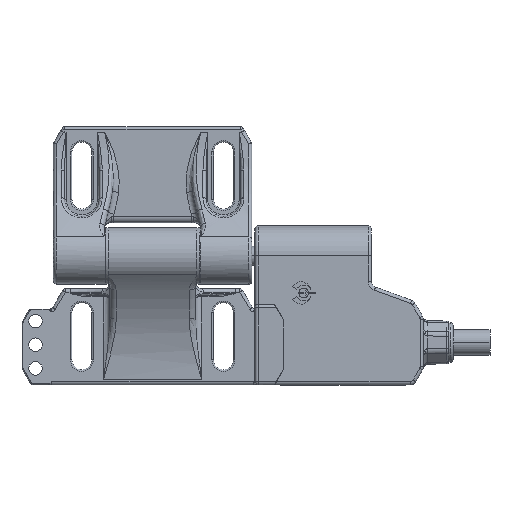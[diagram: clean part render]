
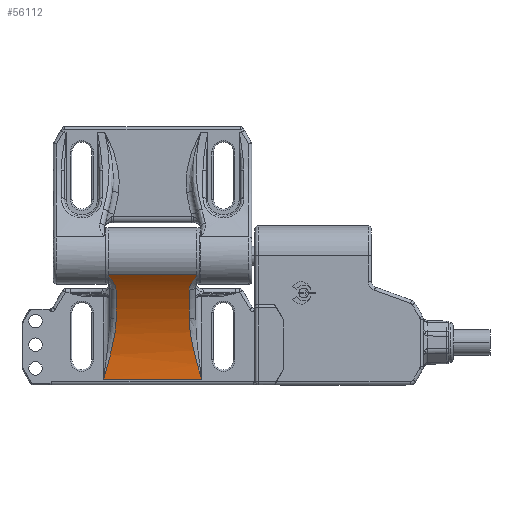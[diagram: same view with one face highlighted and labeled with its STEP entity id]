
A CAD part, front view. The second image highlights one B-rep face of the part: STEP entity #56112.
In plain terms, the highlighted cylindrical face has radius 50 mm (diameter 100 mm), a partial arc.
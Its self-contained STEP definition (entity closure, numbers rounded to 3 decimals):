
#2036=CARTESIAN_POINT('',(11.6,2.154,-20.051));
#2037=CARTESIAN_POINT('',(11.6,2.29,-20.378));
#2038=CARTESIAN_POINT('',(11.614,2.569,-21.068));
#2039=CARTESIAN_POINT('',(11.689,3.002,-22.214));
#2040=CARTESIAN_POINT('',(11.821,3.442,-23.472));
#2041=CARTESIAN_POINT('',(12.012,3.878,-24.845));
#2042=CARTESIAN_POINT('',(12.27,4.303,-26.335));
#2043=CARTESIAN_POINT('',(12.592,4.707,-27.942));
#2044=CARTESIAN_POINT('',(12.98,5.077,-29.661));
#2045=CARTESIAN_POINT('',(13.428,5.398,-31.473));
#2046=CARTESIAN_POINT('',(13.925,5.661,-33.364));
#2047=CARTESIAN_POINT('',(14.462,5.855,-35.31));
#2048=CARTESIAN_POINT('',(15.026,5.974,-37.292));
#2049=CARTESIAN_POINT('',(15.408,6.,-38.617));
#2050=CARTESIAN_POINT('',(15.6,6.,-39.282));
#2085=DIRECTION('',(1.,0.,0.));
#2086=VECTOR('',#2085,28.2);
#2087=CARTESIAN_POINT('',(-14.1,-6.712,-5.971));
#2088=LINE('',#2087,#2086);
#2092=DIRECTION('',(-1.,0.,0.));
#2093=VECTOR('',#2092,31.2);
#2094=CARTESIAN_POINT('',(15.6,6.,-39.282));
#2095=LINE('',#2094,#2093);
#2107=CARTESIAN_POINT('',(-14.1,-44.,-39.282));
#2108=DIRECTION('',(-1.,0.,0.));
#2109=DIRECTION('',(0.,0.746,0.666));
#2110=AXIS2_PLACEMENT_3D('',#2107,#2108,#2109);
#38003=CARTESIAN_POINT('',(14.1,-44.,-39.282));
#38004=DIRECTION('',(-1.,0.,0.));
#38005=DIRECTION('',(0.,0.746,0.666));
#38006=AXIS2_PLACEMENT_3D('',#38003,#38004,#38005);
#38140=CARTESIAN_POINT('',(-11.6,-2.881,
-10.835));
#38141=CARTESIAN_POINT('',(-11.6,-2.946,
-10.741));
#38142=CARTESIAN_POINT('',(-11.608,-3.08,
-10.549));
#38143=CARTESIAN_POINT('',(-11.647,-3.291,
-10.251));
#38144=CARTESIAN_POINT('',(-11.715,-3.517,
-9.936));
#38145=CARTESIAN_POINT('',(-11.817,-3.764,
-9.598));
#38146=CARTESIAN_POINT('',(-11.958,-4.033,
-9.236));
#38147=CARTESIAN_POINT('',(-12.147,-4.331,
-8.845));
#38148=CARTESIAN_POINT('',(-12.392,-4.663,
-8.416));
#38149=CARTESIAN_POINT('',(-12.705,-5.034,
-7.948));
#38150=CARTESIAN_POINT('',(-13.091,-5.449,
-7.439));
#38151=CARTESIAN_POINT('',(-13.554,-5.909,
-6.89));
#38152=CARTESIAN_POINT('',(-13.911,-6.249,
-6.496));
#38153=CARTESIAN_POINT('',(-14.1,-6.428,
-6.292));
#38199=CARTESIAN_POINT('',(-11.6,-44.,-39.282));
#38200=DIRECTION('',(1.,0.,0.));
#38201=DIRECTION('',(0.,0.923,0.385));
#38202=AXIS2_PLACEMENT_3D('',#38199,#38200,#38201);
#38562=CARTESIAN_POINT('',(14.1,-6.428,
-6.292));
#38563=CARTESIAN_POINT('',(13.911,-6.249,
-6.496));
#38564=CARTESIAN_POINT('',(13.554,-5.909,
-6.89));
#38565=CARTESIAN_POINT('',(13.091,-5.449,
-7.439));
#38566=CARTESIAN_POINT('',(12.705,-5.034,
-7.949));
#38567=CARTESIAN_POINT('',(12.392,-4.663,
-8.416));
#38568=CARTESIAN_POINT('',(12.147,-4.33,
-8.845));
#38569=CARTESIAN_POINT('',(11.958,-4.033,
-9.237));
#38570=CARTESIAN_POINT('',(11.817,-3.764,
-9.599));
#38571=CARTESIAN_POINT('',(11.715,-3.517,
-9.936));
#38572=CARTESIAN_POINT('',(11.647,-3.29,
-10.251));
#38573=CARTESIAN_POINT('',(11.608,-3.08,
-10.549));
#38574=CARTESIAN_POINT('',(11.6,-2.946,
-10.741));
#38575=CARTESIAN_POINT('',(11.6,-2.881,
-10.835));
#38599=CARTESIAN_POINT('',(11.6,-44.,-39.282));
#38600=DIRECTION('',(-1.,0.,0.));
#38601=DIRECTION('',(0.,0.822,0.569));
#38602=AXIS2_PLACEMENT_3D('',#38599,#38600,#38601);
#39349=CARTESIAN_POINT('',(-15.6,6.,
-39.282));
#39371=CARTESIAN_POINT('',(-15.6,6.,
-39.282));
#39372=CARTESIAN_POINT('',(-15.408,6.,
-38.617));
#39373=CARTESIAN_POINT('',(-15.026,5.974,
-37.292));
#39374=CARTESIAN_POINT('',(-14.462,5.855,
-35.31));
#39375=CARTESIAN_POINT('',(-13.925,5.661,
-33.363));
#39376=CARTESIAN_POINT('',(-13.427,5.398,
-31.473));
#39377=CARTESIAN_POINT('',(-12.98,5.077,
-29.66));
#39378=CARTESIAN_POINT('',(-12.592,4.707,
-27.942));
#39379=CARTESIAN_POINT('',(-12.27,4.303,
-26.335));
#39380=CARTESIAN_POINT('',(-12.012,3.878,
-24.846));
#39381=CARTESIAN_POINT('',(-11.821,3.442,
-23.472));
#39382=CARTESIAN_POINT('',(-11.689,3.002,
-22.214));
#39383=CARTESIAN_POINT('',(-11.614,2.569,
-21.068));
#39384=CARTESIAN_POINT('',(-11.6,2.29,
-20.378));
#39385=CARTESIAN_POINT('',(-11.6,2.154,
-20.051));
#47810=CARTESIAN_POINT('',(-11.6,2.154,-20.051));
#47811=CARTESIAN_POINT('',(-11.6,-2.881,-10.835));
#47812=VERTEX_POINT('',#47810);
#47813=VERTEX_POINT('',#47811);
#47814=VERTEX_POINT('',#39349);
#47815=VERTEX_POINT('',#2036);
#47816=VERTEX_POINT('',#2050);
#47820=CARTESIAN_POINT('',(11.6,-2.881,-10.835));
#47821=VERTEX_POINT('',#47820);
#47858=VERTEX_POINT('',#38153);
#47861=VERTEX_POINT('',#38562);
#48562=CARTESIAN_POINT('',(14.1,-6.712,-5.971));
#48563=VERTEX_POINT('',#48562);
#48571=CARTESIAN_POINT('',(-14.1,-6.712,-5.971));
#48573=VERTEX_POINT('',#48571);
#56087=CARTESIAN_POINT('',(13.6,-44.,-39.282));
#56088=DIRECTION('',(-1.,0.,0.));
#56089=DIRECTION('',(0.,0.,-1.));
#56090=AXIS2_PLACEMENT_3D('',#56087,#56088,#56089);
#56091=CYLINDRICAL_SURFACE('',#56090,50.);
#56093=ORIENTED_EDGE('',*,*,#56092,.F.);
#56095=ORIENTED_EDGE('',*,*,#56094,.T.);
#56097=ORIENTED_EDGE('',*,*,#56096,.T.);
#56099=ORIENTED_EDGE('',*,*,#56098,.T.);
#56101=ORIENTED_EDGE('',*,*,#56100,.T.);
#56102=ORIENTED_EDGE('',*,*,#56072,.T.);
#56103=ORIENTED_EDGE('',*,*,#55162,.T.);
#56105=ORIENTED_EDGE('',*,*,#56104,.T.);
#56107=ORIENTED_EDGE('',*,*,#56106,.T.);
#56109=ORIENTED_EDGE('',*,*,#56108,.T.);
#56110=EDGE_LOOP('',(#56093,#56095,#56097,#56099,#56101,#56102,#56103,#56105,
#56107,#56109));
#56111=FACE_OUTER_BOUND('',#56110,.F.);
#56112=ADVANCED_FACE('',(#56111),#56091,.F.);
#2051=B_SPLINE_CURVE_WITH_KNOTS('',3,(#2036,#2037,#2038,#2039,#2040,#2041,#2042,
#2043,#2044,#2045,#2046,#2047,#2048,#2049,#2050),.UNSPECIFIED.,.F.,.F.,(4,1,1,1,
1,1,1,1,1,1,1,1,4),(0.,0.083,0.167,0.25,
0.333,0.417,0.5,0.583,0.667,
0.75,0.833,0.917,1.),.UNSPECIFIED.);
#2111=CIRCLE('',#2110,50.);
#38007=CIRCLE('',#38006,50.);
#38154=B_SPLINE_CURVE_WITH_KNOTS('',3,(#38140,#38141,#38142,#38143,#38144,
#38145,#38146,#38147,#38148,#38149,#38150,#38151,#38152,#38153),.UNSPECIFIED.,
.F.,.F.,(4,1,1,1,1,1,1,1,1,1,1,4),(0.,0.091,0.182,
0.273,0.364,0.455,0.545,
0.636,0.727,0.818,0.909,1.),
.UNSPECIFIED.);
#38203=CIRCLE('',#38202,50.);
#38576=B_SPLINE_CURVE_WITH_KNOTS('',3,(#38562,#38563,#38564,#38565,#38566,
#38567,#38568,#38569,#38570,#38571,#38572,#38573,#38574,#38575),.UNSPECIFIED.,
.F.,.F.,(4,1,1,1,1,1,1,1,1,1,1,4),(0.,0.091,0.182,
0.273,0.364,0.455,0.545,
0.636,0.727,0.818,0.909,1.),
.UNSPECIFIED.);
#38603=CIRCLE('',#38602,50.);
#39386=B_SPLINE_CURVE_WITH_KNOTS('',3,(#39371,#39372,#39373,#39374,#39375,
#39376,#39377,#39378,#39379,#39380,#39381,#39382,#39383,#39384,#39385),
.UNSPECIFIED.,.F.,.F.,(4,1,1,1,1,1,1,1,1,1,1,1,4),(0.,0.083,
0.167,0.25,0.333,0.417,0.5,
0.583,0.667,0.75,0.833,0.917,
1.),.UNSPECIFIED.);
#55162=EDGE_CURVE('',#47816,#47814,#2095,.T.);
#56072=EDGE_CURVE('',#47815,#47816,#2051,.T.);
#56092=EDGE_CURVE('',#48573,#47858,#2111,.T.);
#56094=EDGE_CURVE('',#48573,#48563,#2088,.T.);
#56096=EDGE_CURVE('',#48563,#47861,#38007,.T.);
#56098=EDGE_CURVE('',#47861,#47821,#38576,.T.);
#56100=EDGE_CURVE('',#47821,#47815,#38603,.T.);
#56104=EDGE_CURVE('',#47814,#47812,#39386,.T.);
#56106=EDGE_CURVE('',#47812,#47813,#38203,.T.);
#56108=EDGE_CURVE('',#47813,#47858,#38154,.T.);
